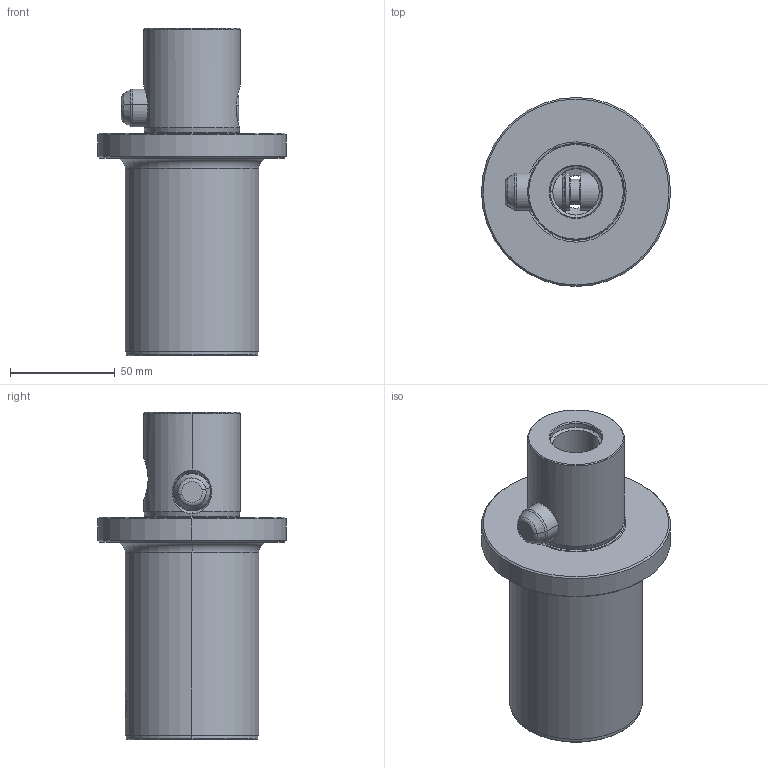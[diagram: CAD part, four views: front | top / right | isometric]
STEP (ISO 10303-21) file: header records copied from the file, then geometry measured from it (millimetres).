
FILE_DESCRIPTION(('no description'),'unknown implementation level');
FILE_NAME('D4C25E4B-F8E5-49DC-A2F5-761868CA533B_export.stp',' ',('CIMSOURCE GmbH'),('CADClick - KiM GmbH - www.kimweb.de'),'unknown preprocess','ACIS','unknown authorization');
FILE_SCHEMA(('automotive_design'));
Length unit declared in the file: millimetre
Products named in the file (4): 332.766 Kaiser CKS7 X CKS6 X 160B|332.766 Kaiser CKS7 X CKS6 X 160B_Standard;NONE; 332.766 Kaiser CKS7 X CKS6 X 160B|690.436 Kaiser ETL M12 X 18 CK6_Standard;NONE; 332.766 Kaiser CKS7 X CKS6 X 160B|691.507 Kaiser ETL �18 X 56K_Standard|691.527 Mitnehmerbolzen_Standard;NONE; 332.766 Kaiser CKS7 X CKS6 X 160B|691.507 Kaiser ETL �18 X 56K_Standard|693.306 Sprengring_Standard;NONE
Bounding box: 90 x 90 x 156 mm (x, y, z)
Volume: 370714.2 mm3; surface area: 59849.7 mm2
Topology: 4 solids, 4 shells, 181 faces, 404 edges, 232 vertices
Faces by surface type: cone 56, cylinder 55, plane 40, torus 30
Entity records: 10440 total; most frequent: CARTESIAN_POINT 1662, DIRECTION 940, STYLED_ITEM 817, PRESENTATION_STYLE_ASSIGNMENT 817, COLOUR_RGB 817, ORIENTED_EDGE 800, EDGE_CURVE 400, CURVE_STYLE 400
